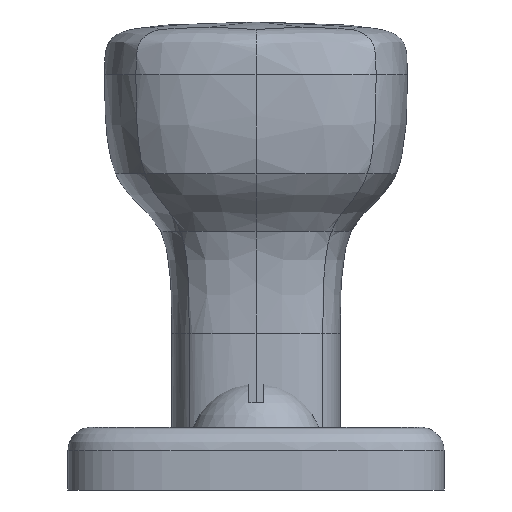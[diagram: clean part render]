
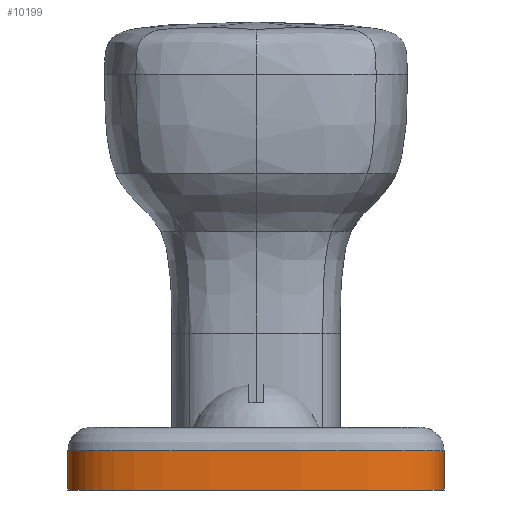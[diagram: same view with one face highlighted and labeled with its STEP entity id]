
A CAD part, left-side view. The second image highlights one B-rep face of the part: STEP entity #10199.
In plain terms, the highlighted free-form (B-spline) face has degree [3, 1] with [7, 2] control points.
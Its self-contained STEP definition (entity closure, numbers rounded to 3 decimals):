
#65=B_SPLINE_SURFACE_WITH_KNOTS('',3,1,((#18045,#18046),(#18047,#18048),
(#18049,#18050),(#18051,#18052),(#18053,#18054),(#18055,#18056),(#18057,
#18058)),.UNSPECIFIED.,.F.,.F.,.F.,(4,3,4),(2,2),(-49.39,-36.056,
-22.723),(0.,0.48),.UNSPECIFIED.);
#72=B_SPLINE_CURVE_WITH_KNOTS('',3,(#15722,#15723,#15724,#15725,#15726,
#15727),.UNSPECIFIED.,.F.,.F.,(4,2,4),(-49.39,-36.056,
-22.723),.UNSPECIFIED.);
#169=B_SPLINE_CURVE_WITH_KNOTS('',3,(#18061,#18062,#18063,#18064,#18065,
#18066),.UNSPECIFIED.,.F.,.F.,(4,2,4),(0.,12.941,25.881),
 .UNSPECIFIED.);
#1185=FACE_OUTER_BOUND('',#1747,.T.);
#1747=EDGE_LOOP('',(#9609,#9610,#9611,#9612));
#3038=LINE('',#18043,#4325);
#3040=LINE('',#18060,#4327);
#4325=VECTOR('',#13085,10.);
#4327=VECTOR('',#13087,10.);
#5248=VERTEX_POINT('',#15719);
#5249=VERTEX_POINT('',#15721);
#5326=VERTEX_POINT('',#18042);
#5327=VERTEX_POINT('',#18059);
#6624=EDGE_CURVE('',#5249,#5248,#72,.T.);
#6759=EDGE_CURVE('',#5249,#5326,#3038,.T.);
#6761=EDGE_CURVE('',#5248,#5327,#3040,.T.);
#6762=EDGE_CURVE('',#5326,#5327,#169,.T.);
#9609=ORIENTED_EDGE('',*,*,#6759,.F.);
#9610=ORIENTED_EDGE('',*,*,#6624,.T.);
#9611=ORIENTED_EDGE('',*,*,#6761,.T.);
#9612=ORIENTED_EDGE('',*,*,#6762,.F.);
#10199=ADVANCED_FACE('',(#1185),#65,.T.);
#13085=DIRECTION('',(0.,0.,1.));
#13087=DIRECTION('',(0.,0.,1.));
#15719=CARTESIAN_POINT('',(-16.949,128.,0.));
#15721=CARTESIAN_POINT('',(-16.949,152.,0.));
#15722=CARTESIAN_POINT('Ctrl Pts',(-16.949,152.,0.));
#15723=CARTESIAN_POINT('Ctrl Pts',(-19.683,152.,0.));
#15724=CARTESIAN_POINT('Ctrl Pts',(-22.9,152.,0.));
#15725=CARTESIAN_POINT('Ctrl Pts',(-22.9,128.,0.));
#15726=CARTESIAN_POINT('Ctrl Pts',(-19.683,128.,0.));
#15727=CARTESIAN_POINT('Ctrl Pts',(-16.949,128.,0.));
#18042=CARTESIAN_POINT('',(-16.949,152.,2.5));
#18043=CARTESIAN_POINT('',(-16.949,152.,0.));
#18045=CARTESIAN_POINT('Ctrl Pts',(-16.949,152.,0.));
#18046=CARTESIAN_POINT('Ctrl Pts',(-16.949,152.,4.8));
#18047=CARTESIAN_POINT('Ctrl Pts',(-19.683,152.,0.));
#18048=CARTESIAN_POINT('Ctrl Pts',(-19.683,152.,4.8));
#18049=CARTESIAN_POINT('Ctrl Pts',(-22.9,152.,0.));
#18050=CARTESIAN_POINT('Ctrl Pts',(-22.9,152.,4.8));
#18051=CARTESIAN_POINT('Ctrl Pts',(-22.9,140.,0.));
#18052=CARTESIAN_POINT('Ctrl Pts',(-22.9,140.,4.8));
#18053=CARTESIAN_POINT('Ctrl Pts',(-22.9,128.,0.));
#18054=CARTESIAN_POINT('Ctrl Pts',(-22.9,128.,4.8));
#18055=CARTESIAN_POINT('Ctrl Pts',(-19.683,128.,0.));
#18056=CARTESIAN_POINT('Ctrl Pts',(-19.683,128.,4.8));
#18057=CARTESIAN_POINT('Ctrl Pts',(-16.949,128.,0.));
#18058=CARTESIAN_POINT('Ctrl Pts',(-16.949,128.,4.8));
#18059=CARTESIAN_POINT('',(-16.949,128.,2.5));
#18060=CARTESIAN_POINT('',(-16.949,128.,0.));
#18061=CARTESIAN_POINT('Ctrl Pts',(-16.949,152.,2.5));
#18062=CARTESIAN_POINT('Ctrl Pts',(-19.683,152.,2.5));
#18063=CARTESIAN_POINT('Ctrl Pts',(-22.9,152.,2.5));
#18064=CARTESIAN_POINT('Ctrl Pts',(-22.9,128.,2.5));
#18065=CARTESIAN_POINT('Ctrl Pts',(-19.683,128.,2.5));
#18066=CARTESIAN_POINT('Ctrl Pts',(-16.949,128.,2.5));
